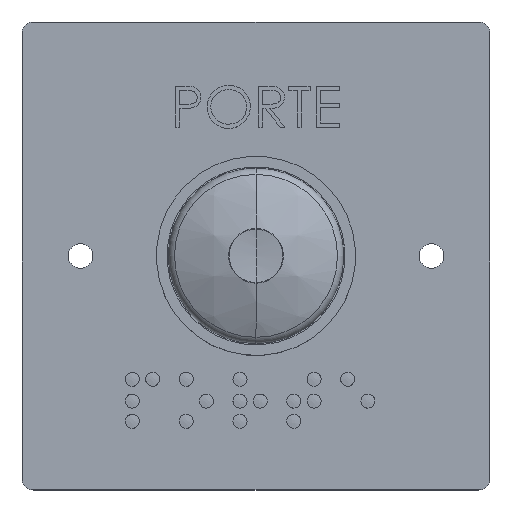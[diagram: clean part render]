
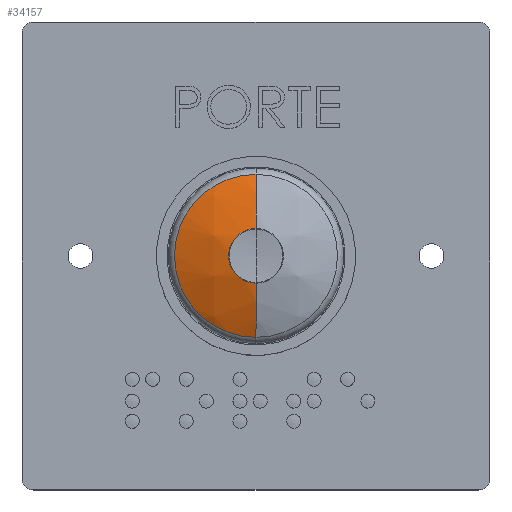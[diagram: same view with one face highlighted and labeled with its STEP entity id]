
A CAD part, top view. The second image highlights one B-rep face of the part: STEP entity #34157.
In plain terms, the highlighted spherical face has radius 30.125 mm.
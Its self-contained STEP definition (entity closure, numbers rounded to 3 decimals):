
#187 = CIRCLE ( 'NONE', #73273, 4.675 ) ;
#444 = CARTESIAN_POINT ( 'NONE',  ( 0., 26.589, 13.924 ) ) ;
#1099 = DIRECTION ( 'NONE',  ( 0., 0., -1. ) ) ;
#8888 = SPHERICAL_SURFACE ( 'NONE', #54484, 30.125 ) ;
#10441 = CIRCLE ( 'NONE', #27707, 30.125 ) ;
#11528 = DIRECTION ( 'NONE',  ( 0., 1., 0. ) ) ;
#13443 = EDGE_CURVE ( 'NONE', #52341, #54062, #54548, .T. ) ;
#14675 = VERTEX_POINT ( 'NONE', #73652 ) ;
#17437 = EDGE_CURVE ( 'NONE', #14675, #52341, #187, .T. ) ;
#20457 = EDGE_CURVE ( 'NONE', #14675, #66983, #10441, .T. ) ;
#23081 = EDGE_LOOP ( 'NONE', ( #26140, #51755, #59038, #32953 ) ) ;
#25253 = DIRECTION ( 'NONE',  ( 1., 0., 0. ) ) ;
#25520 = CARTESIAN_POINT ( 'NONE',  ( 0., -0.125, 0. ) ) ;
#26140 = ORIENTED_EDGE ( 'NONE', *, *, #17437, .T. ) ;
#27707 = AXIS2_PLACEMENT_3D ( 'NONE', #32361, #32615, #56933 ) ;
#32361 = CARTESIAN_POINT ( 'NONE',  ( 0., -0.125, 0. ) ) ;
#32615 = DIRECTION ( 'NONE',  ( -1., 0., 0. ) ) ;
#32953 = ORIENTED_EDGE ( 'NONE', *, *, #20457, .F. ) ;
#34157 = ADVANCED_FACE ( 'NONE', ( #65475 ), #8888, .T. ) ;
#34873 = DIRECTION ( 'NONE',  ( 1., 0., 0. ) ) ;
#34912 = DIRECTION ( 'NONE',  ( 0., -1., 0. ) ) ;
#35475 = AXIS2_PLACEMENT_3D ( 'NONE', #41508, #11528, #59794 ) ;
#38055 = AXIS2_PLACEMENT_3D ( 'NONE', #25520, #25253, #1099 ) ;
#40148 = DIRECTION ( 'NONE',  ( 0., 0., -1. ) ) ;
#40676 = CARTESIAN_POINT ( 'NONE',  ( 0., -0.125, 0. ) ) ;
#41508 = CARTESIAN_POINT ( 'NONE',  ( 0., 26.589, 0. ) ) ;
#48081 = CARTESIAN_POINT ( 'NONE',  ( 0., 29.635, 4.675 ) ) ;
#49285 = EDGE_CURVE ( 'NONE', #54062, #66983, #53221, .T. ) ;
#51755 = ORIENTED_EDGE ( 'NONE', *, *, #13443, .T. ) ;
#52341 = VERTEX_POINT ( 'NONE', #48081 ) ;
#53221 = CIRCLE ( 'NONE', #35475, 13.924 ) ;
#54062 = VERTEX_POINT ( 'NONE', #444 ) ;
#54484 = AXIS2_PLACEMENT_3D ( 'NONE', #40676, #34873, #40148 ) ;
#54548 = CIRCLE ( 'NONE', #38055, 30.125 ) ;
#54999 = CARTESIAN_POINT ( 'NONE',  ( 0., 26.589, -13.924 ) ) ;
#56933 = DIRECTION ( 'NONE',  ( 0., 0., 1. ) ) ;
#59038 = ORIENTED_EDGE ( 'NONE', *, *, #49285, .T. ) ;
#59794 = DIRECTION ( 'NONE',  ( 0., 0., -1. ) ) ;
#65475 = FACE_OUTER_BOUND ( 'NONE', #23081, .T. ) ;
#66983 = VERTEX_POINT ( 'NONE', #54999 ) ;
#70616 = DIRECTION ( 'NONE',  ( 0., 0., -1. ) ) ;
#71162 = CARTESIAN_POINT ( 'NONE',  ( 0., 29.635, 0. ) ) ;
#73273 = AXIS2_PLACEMENT_3D ( 'NONE', #71162, #34912, #70616 ) ;
#73652 = CARTESIAN_POINT ( 'NONE',  ( 0., 29.635, -4.675 ) ) ;
